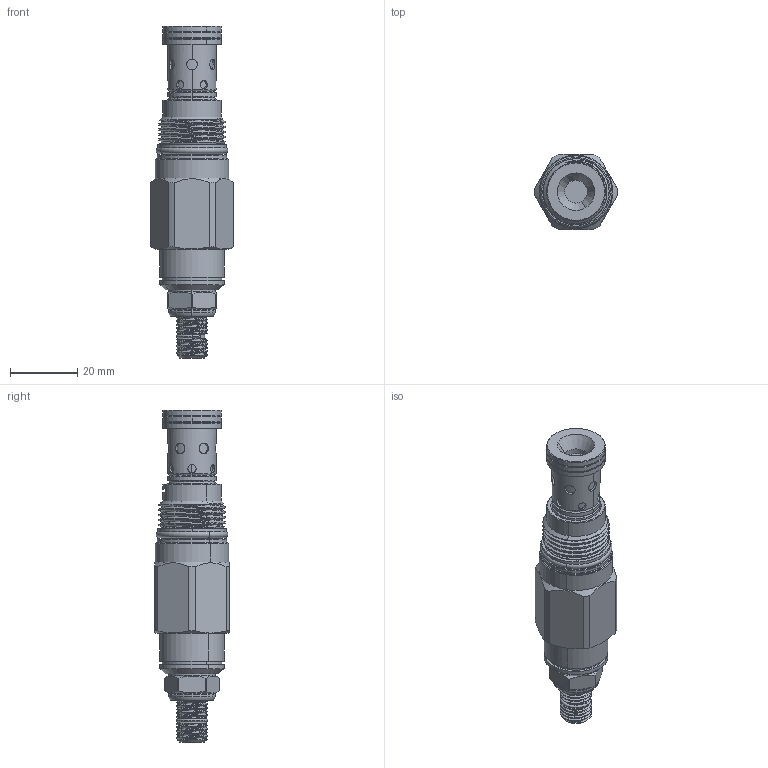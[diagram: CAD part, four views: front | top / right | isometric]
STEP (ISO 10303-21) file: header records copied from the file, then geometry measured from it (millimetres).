
FILE_DESCRIPTION (( 'STEP AP203' ), '1' );
FILE_NAME ('RD10A25-LS.STEP', '2020-03-27T03:58:25', ( '' ), ( '' ), 'SwSTEP 2.0', 'SolidWorks 2018', '' );
FILE_SCHEMA (( 'CONFIG_CONTROL_DESIGN' ));
Length unit declared in the file: millimetre
Products named in the file (1): RD10A25-LS
Bounding box: 24.59 x 22.22 x 98.51 mm (x, y, z)
Volume: 24577.7 mm3; surface area: 8003.1 mm2
Topology: 3 solids, 4 shells, 282 faces, 676 edges, 425 vertices
Faces by surface type: cylinder 137, plane 53, cone 48, torus 35, bspline 9
Entity records: 16334 total; most frequent: CARTESIAN_POINT 10010, ORIENTED_EDGE 1348, DIRECTION 1266, EDGE_CURVE 674, AXIS2_PLACEMENT_3D 527, VERTEX_POINT 425, EDGE_LOOP 311, ADVANCED_FACE 282
